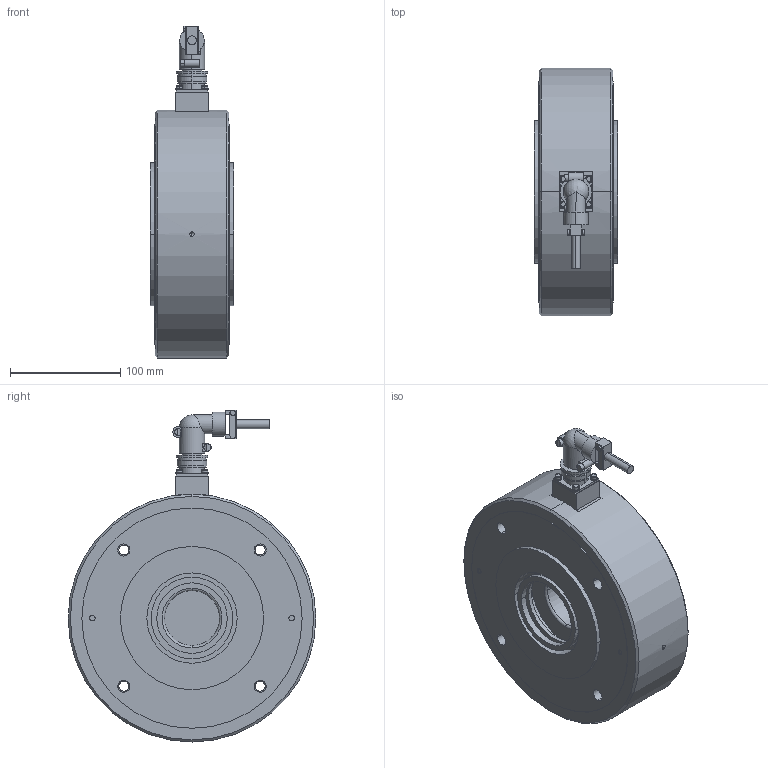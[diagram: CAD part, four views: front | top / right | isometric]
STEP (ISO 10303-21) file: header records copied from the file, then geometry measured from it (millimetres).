
FILE_DESCRIPTION((''),'2;1');
FILE_NAME('50014.stp','2007-09-21T11:13:02',(''),(''),'Mechanical Desktop 2007','Mechanical Desktop 2007',', , ');
FILE_SCHEMA(('CONFIG_CONTROL_DESIGN'));
Length unit declared in the file: millimetre
Products named in the file (26): L50014; L4765504; TEIL1AAA; L49152; TEIL1A; L49151; TEIL1AAAA; L49026; TEIL1AAAAA; I-6KT_SCHRAUBE_M6X60; I-6KT_SCHRAUBE_M6X60A; I-6KT_SCHRAUBE_M3X25A; I-6KT_SCHRAUBE_M3X25; FEDERRING_M3; FEDERRING_M3A; V_RING_V65A; V_RING_V65AA; PENDELKUGELLAGER_1310TV; PENDELKUGELLAGER_1310TVA; SICHERUNGSRING_J110; SICHERUNGSRING_J110A; L4340402; TEIL1AA; FLANSCHDOSE_WINKEL_AMPH_4-POLIG; TEIL1; RM_SDB
Assembly tree (35 placements, depth 3):
  L50014
    L4765504
      TEIL1AAA
    L49152
      TEIL1A
    L49151
      TEIL1AAAA
    L49026
      TEIL1AAAAA
    I-6KT_SCHRAUBE_M6X60  x2
      I-6KT_SCHRAUBE_M6X60A
    I-6KT_SCHRAUBE_M3X25A  x4
      I-6KT_SCHRAUBE_M3X25
    FEDERRING_M3  x4
      FEDERRING_M3A
    V_RING_V65A
      V_RING_V65AA
    PENDELKUGELLAGER_1310TV
      PENDELKUGELLAGER_1310TVA
    SICHERUNGSRING_J110
      SICHERUNGSRING_J110A
    L4340402  x2
      TEIL1AA
    FLANSCHDOSE_WINKEL_AMPH_4-POLIG
      TEIL1
    RM_SDB  x3
Bounding box: 75.9 x 225 x 301.5 mm (x, y, z)
Volume: 2414805.2 mm3; surface area: 392936 mm2
Topology: 20 solids, 20 shells, 406 faces, 979 edges, 644 vertices
Faces by surface type: cylinder 230, plane 121, cone 32, torus 20, bspline 2, sphere 1
Entity records: 10619 total; most frequent: CARTESIAN_POINT 2072, DIRECTION 1902, ORIENTED_EDGE 1542, AXIS2_PLACEMENT_3D 796, EDGE_CURVE 771, VERTEX_POINT 508, CIRCLE 442, EDGE_LOOP 435
